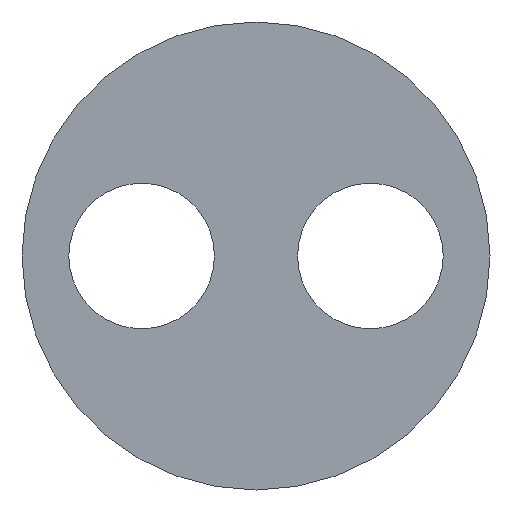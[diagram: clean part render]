
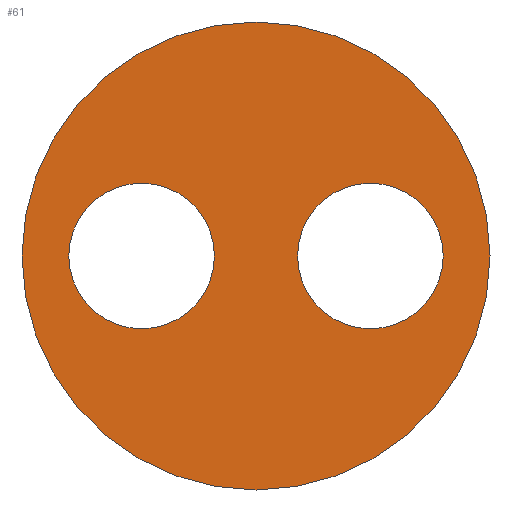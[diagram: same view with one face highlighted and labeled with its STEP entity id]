
A CAD part, left-side view. The second image highlights one B-rep face of the part: STEP entity #61.
In plain terms, the highlighted planar face has unit normal (-1, 0, 0).
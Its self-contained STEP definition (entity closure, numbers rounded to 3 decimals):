
#61 = ADVANCED_FACE( '', ( #143, #144, #145 ), #146, .F. );
#143 = FACE_BOUND( '', #252, .T. );
#144 = FACE_BOUND( '', #253, .T. );
#145 = FACE_OUTER_BOUND( '', #254, .T. );
#146 = PLANE( '', #255 );
#252 = EDGE_LOOP( '', ( #370 ) );
#253 = EDGE_LOOP( '', ( #371 ) );
#254 = EDGE_LOOP( '', ( #372 ) );
#255 = AXIS2_PLACEMENT_3D( '', #373, #374, #375 );
#370 = ORIENTED_EDGE( '', *, *, #641, .T. );
#371 = ORIENTED_EDGE( '', *, *, #642, .T. );
#372 = ORIENTED_EDGE( '', *, *, #643, .F. );
#373 = CARTESIAN_POINT( '', ( 0., 0., 0. ) );
#374 = DIRECTION( '', ( 1., 0., 0. ) );
#375 = DIRECTION( '', ( 0., 0., -1. ) );
#641 = EDGE_CURVE( '', #762, #762, #763, .T. );
#642 = EDGE_CURVE( '', #764, #764, #765, .T. );
#643 = EDGE_CURVE( '', #766, #766, #767, .T. );
#762 = VERTEX_POINT( '', #931 );
#763 = CIRCLE( '', #932, 3.5 );
#764 = VERTEX_POINT( '', #933 );
#765 = CIRCLE( '', #934, 3.5 );
#766 = VERTEX_POINT( '', #935 );
#767 = CIRCLE( '', #936, 11.25 );
#931 = CARTESIAN_POINT( '', ( 0., -5.5, -3.5 ) );
#932 = AXIS2_PLACEMENT_3D( '', #1136, #1137, #1138 );
#933 = CARTESIAN_POINT( '', ( 0., 5.5, -3.5 ) );
#934 = AXIS2_PLACEMENT_3D( '', #1139, #1140, #1141 );
#935 = CARTESIAN_POINT( '', ( 0., 0., -11.25 ) );
#936 = AXIS2_PLACEMENT_3D( '', #1142, #1143, #1144 );
#1136 = CARTESIAN_POINT( '', ( 0., -5.5, 0. ) );
#1137 = DIRECTION( '', ( 1., 0., 0. ) );
#1138 = DIRECTION( '', ( 0., 0., -1. ) );
#1139 = CARTESIAN_POINT( '', ( 0., 5.5, 0. ) );
#1140 = DIRECTION( '', ( 1., 0., 0. ) );
#1141 = DIRECTION( '', ( 0., 0., -1. ) );
#1142 = CARTESIAN_POINT( '', ( 0., 0., 0. ) );
#1143 = DIRECTION( '', ( 1., 0., 0. ) );
#1144 = DIRECTION( '', ( 0., 0., -1. ) );
